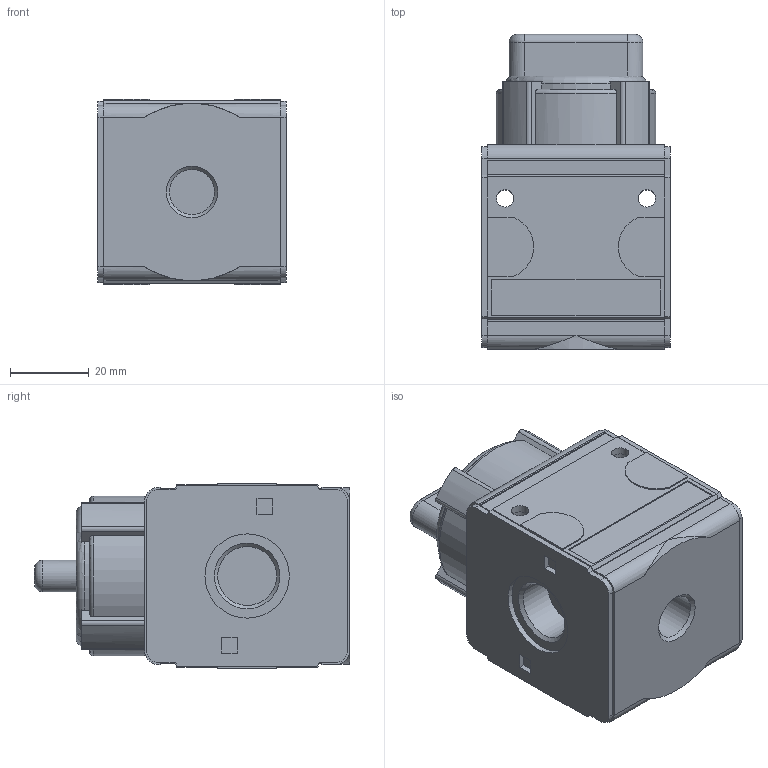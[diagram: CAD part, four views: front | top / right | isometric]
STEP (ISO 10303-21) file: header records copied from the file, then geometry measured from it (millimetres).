
FILE_DESCRIPTION( ( 'STEP AP203' ), ' ' );
FILE_NAME( '9.4012.000.stp', '2017-04-10T07:54:07', ( '' ), ( '' ), ' ', 'PARTsolutions', ' ' );
FILE_SCHEMA( ( 'CONFIG_CONTROL_DESIGN' ) );
Length unit declared in the file: millimetre
Products named in the file (2): 9.4012.000; _K 12-00000-G
Assembly tree (1 placements, depth 2):
  9.4012.000
    _K 12-00000-G
Bounding box: 47.8 x 80 x 47 mm (x, y, z)
Volume: 131318.7 mm3; surface area: 20262.9 mm2
Topology: 1 solids, 1 shells, 205 faces, 530 edges, 345 vertices
Faces by surface type: plane 136, cylinder 54, torus 8, cone 7
Full cylindrical faces by diameter (mm): 4.4 x4, 11.445 x1, 14.95 x2, 19.5 x1, 21.4 x1, 23.2 x1
Entity records: 6309 total; most frequent: CARTESIAN_POINT 1222, DIRECTION 1038, ORIENTED_EDGE 1018, EDGE_CURVE 509, LINE 352, VECTOR 352, AXIS2_PLACEMENT_3D 343, VERTEX_POINT 343
